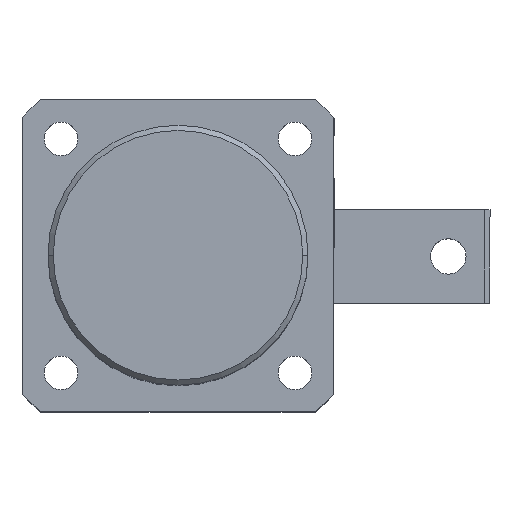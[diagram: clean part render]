
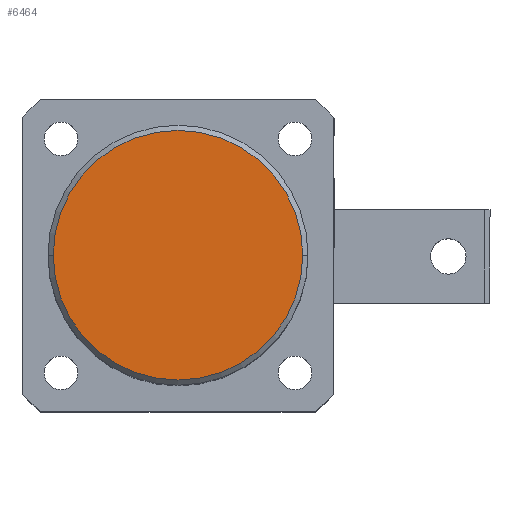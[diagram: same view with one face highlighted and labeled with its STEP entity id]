
A CAD part, top view. The second image highlights one B-rep face of the part: STEP entity #6464.
In plain terms, the highlighted planar face has unit normal (0, 0, 1).
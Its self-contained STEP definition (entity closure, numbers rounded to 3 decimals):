
#707 = CARTESIAN_POINT ( 'NONE',  ( 24., 0., 97.5 ) ) ;
#724 = CARTESIAN_POINT ( 'NONE',  ( -24., 0., 97.5 ) ) ;
#1159 = AXIS2_PLACEMENT_3D ( 'NONE', #3684, #3689, #3690 ) ;
#1362 = EDGE_LOOP ( 'NONE', ( #10260, #10258 ) ) ;
#2229 = VERTEX_POINT ( 'NONE', #707 ) ;
#2255 = VERTEX_POINT ( 'NONE', #724 ) ;
#2821 = AXIS2_PLACEMENT_3D ( 'NONE', #7269, #7270, #7271 ) ;
#2835 = AXIS2_PLACEMENT_3D ( 'NONE', #7067, #7068, #7069 ) ;
#3278 = EDGE_CURVE ( 'NONE', #2229, #2255, #9244, .T. ) ;
#3330 = EDGE_CURVE ( 'NONE', #2255, #2229, #9317, .T. ) ;
#3684 = CARTESIAN_POINT ( 'NONE',  ( 0., 0., 97.5 ) ) ;
#3686 = PLANE ( 'NONE',  #1159 ) ;
#3689 = DIRECTION ( 'NONE',  ( 0., 0., 1. ) ) ;
#3690 = DIRECTION ( 'NONE',  ( 1., 0., 0. ) ) ;
#6464 = ADVANCED_FACE ( 'NONE', ( #9666 ), #3686, .T. ) ;
#7067 = CARTESIAN_POINT ( 'NONE',  ( 0., 0., 97.5 ) ) ;
#7068 = DIRECTION ( 'NONE',  ( 0., 0., 1. ) ) ;
#7069 = DIRECTION ( 'NONE',  ( 1., 0., 0. ) ) ;
#7269 = CARTESIAN_POINT ( 'NONE',  ( 0., 0., 97.5 ) ) ;
#7270 = DIRECTION ( 'NONE',  ( 0., 0., 1. ) ) ;
#7271 = DIRECTION ( 'NONE',  ( 1., 0., 0. ) ) ;
#9244 = CIRCLE ( 'NONE', #2835, 24. ) ;
#9317 = CIRCLE ( 'NONE', #2821, 24. ) ;
#9666 = FACE_OUTER_BOUND ( 'NONE', #1362, .T. ) ;
#10258 = ORIENTED_EDGE ( 'NONE', *, *, #3278, .T. ) ;
#10260 = ORIENTED_EDGE ( 'NONE', *, *, #3330, .T. ) ;
